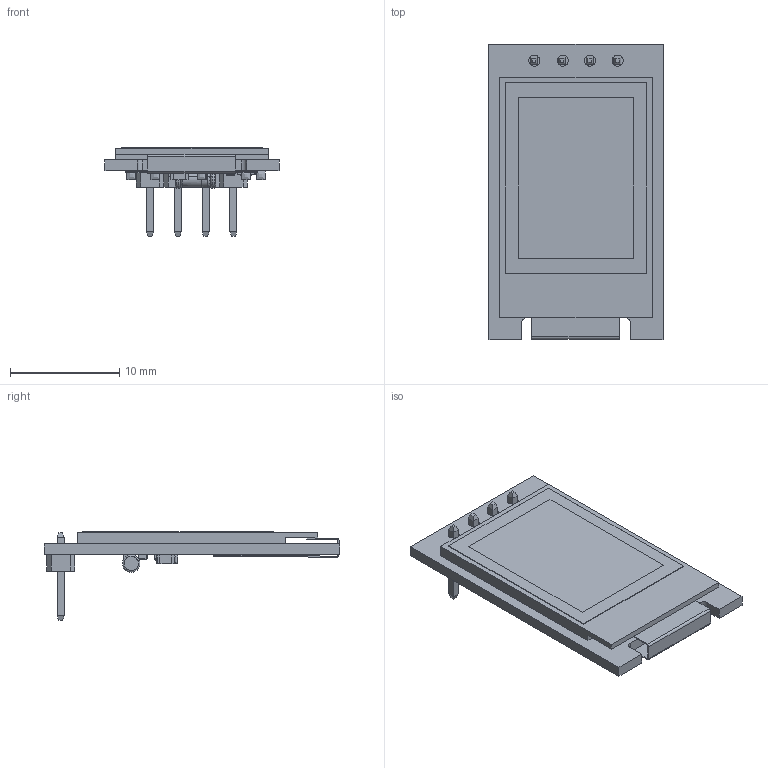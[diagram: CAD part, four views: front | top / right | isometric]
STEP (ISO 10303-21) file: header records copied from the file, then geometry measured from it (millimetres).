
FILE_DESCRIPTION (( 'STEP AP214' ), '1' );
FILE_NAME ('User Library-WEA004864A-1.STEP', '2024-11-20T18:34:58', ( '' ), ( '' ), 'SwSTEP 2.0', 'SolidWorks 2022', '' );
FILE_SCHEMA (( 'AUTOMOTIVE_DESIGN' ));
Length unit declared in the file: millimetre
Products named in the file (7): wires; partofscreen; User Library-CerCaps; res0603-1; User Library-MiniMelf-2; User Library-WEA004864A-1; PLS1_winstar
Assembly tree (17 placements, depth 2):
  User Library-WEA004864A-1
    partofscreen
    wires
    PLS1_winstar  x4
    User Library-MiniMelf-2
    User Library-CerCaps  x6
    res0603-1  x4
Bounding box: 15.9 x 27 x 8.11 mm (x, y, z)
Volume: 794.7 mm3; surface area: 1619.2 mm2
Topology: 17 solids, 17 shells, 696 faces, 1550 edges, 842 vertices
Faces by surface type: plane 370, bspline 170, cylinder 156
Entity records: 8161 total; most frequent: CARTESIAN_POINT 2201, ORIENTED_EDGE 976, DIRECTION 924, EDGE_CURVE 488, VECTOR 320, LINE 320, AXIS2_PLACEMENT_3D 302, VERTEX_POINT 294
